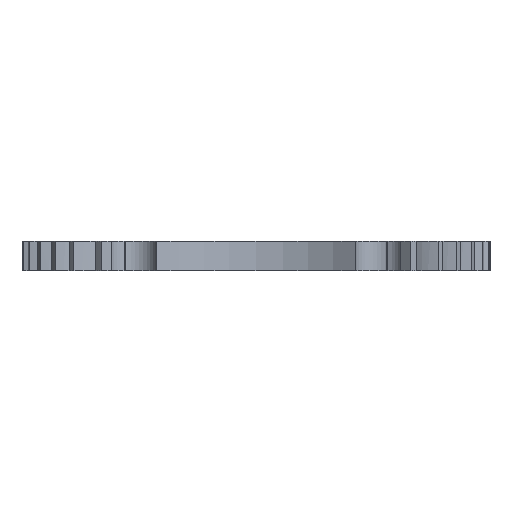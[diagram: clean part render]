
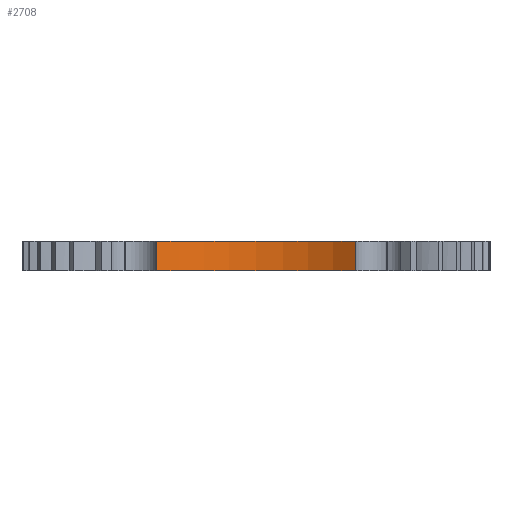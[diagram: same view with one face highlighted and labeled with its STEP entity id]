
A CAD part, left-side view. The second image highlights one B-rep face of the part: STEP entity #2708.
In plain terms, the highlighted cylindrical face has radius 33 mm (diameter 66 mm), a partial arc.
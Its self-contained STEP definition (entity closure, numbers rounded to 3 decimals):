
#84=CYLINDRICAL_SURFACE('',#2949,33.);
#162=FACE_OUTER_BOUND('',#312,.T.);
#312=EDGE_LOOP('',(#1975,#1976,#1977,#1978));
#590=CIRCLE('',#2869,33.);
#664=CIRCLE('',#2950,33.);
#752=LINE('',#5106,#916);
#753=LINE('',#5110,#917);
#916=VECTOR('',#3284,10.);
#917=VECTOR('',#3289,10.);
#1070=VERTEX_POINT('',#3742);
#1071=VERTEX_POINT('',#3744);
#1217=VERTEX_POINT('',#5104);
#1218=VERTEX_POINT('',#5108);
#1366=EDGE_CURVE('',#1070,#1071,#590,.T.);
#1519=EDGE_CURVE('',#1070,#1217,#752,.T.);
#1520=EDGE_CURVE('',#1218,#1217,#664,.T.);
#1521=EDGE_CURVE('',#1071,#1218,#753,.T.);
#1975=ORIENTED_EDGE('',*,*,#1519,.T.);
#1976=ORIENTED_EDGE('',*,*,#1520,.F.);
#1977=ORIENTED_EDGE('',*,*,#1521,.F.);
#1978=ORIENTED_EDGE('',*,*,#1366,.F.);
#2708=ADVANCED_FACE('',(#162),#84,.F.);
#2869=AXIS2_PLACEMENT_3D('',#3745,#3111,#3112);
#2949=AXIS2_PLACEMENT_3D('',#5107,#3285,#3286);
#2950=AXIS2_PLACEMENT_3D('',#5109,#3287,#3288);
#3111=DIRECTION('center_axis',(0.,0.,1.));
#3112=DIRECTION('ref_axis',(0.797,-0.604,0.));
#3284=DIRECTION('',(0.,0.,1.));
#3285=DIRECTION('center_axis',(0.,0.,1.));
#3286=DIRECTION('ref_axis',(0.797,-0.604,0.));
#3287=DIRECTION('center_axis',(0.,0.,-1.));
#3288=DIRECTION('ref_axis',(0.797,-0.604,0.));
#3289=DIRECTION('',(0.,0.,1.));
#3742=CARTESIAN_POINT('',(26.299,-19.935,-3.));
#3744=CARTESIAN_POINT('',(26.299,19.935,-3.));
#3745=CARTESIAN_POINT('Origin',(0.,0.,-3.));
#5104=CARTESIAN_POINT('',(26.299,-19.935,3.));
#5106=CARTESIAN_POINT('',(26.299,-19.935,0.));
#5107=CARTESIAN_POINT('Origin',(0.,0.,0.));
#5108=CARTESIAN_POINT('',(26.299,19.935,3.));
#5109=CARTESIAN_POINT('Origin',(0.,0.,3.));
#5110=CARTESIAN_POINT('',(26.299,19.935,0.));
